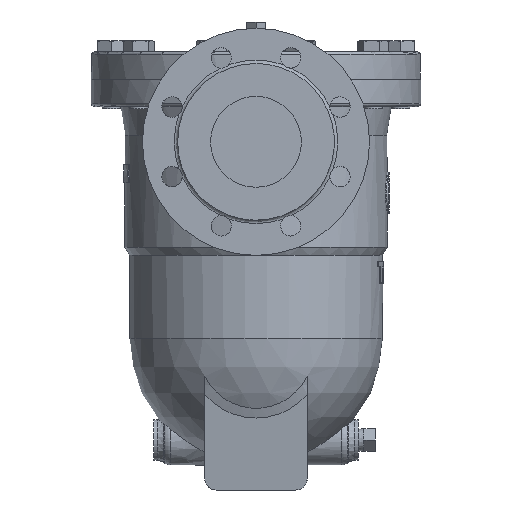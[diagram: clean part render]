
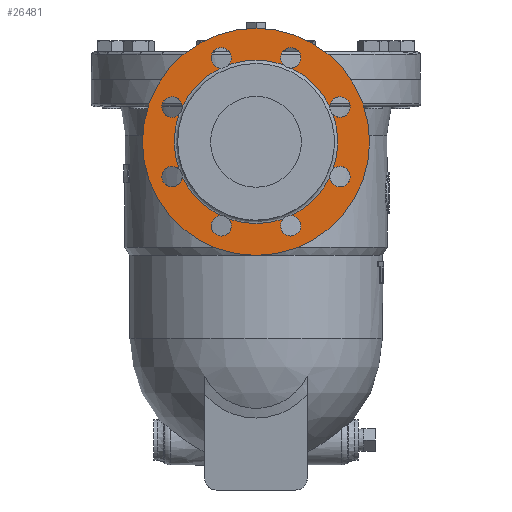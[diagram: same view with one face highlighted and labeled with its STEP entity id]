
A CAD part, left-side view. The second image highlights one B-rep face of the part: STEP entity #26481.
In plain terms, the highlighted planar face has unit normal (-1, 0, 0).
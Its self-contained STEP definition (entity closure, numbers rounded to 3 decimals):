
#25011=CARTESIAN_POINT('',(-192.,-23.9,12.917));
#25012=VERTEX_POINT('',#25011);
#25013=CARTESIAN_POINT('',(-192.,-31.125,9.925));
#25014=VERTEX_POINT('',#25013);
#25032=CARTESIAN_POINT('',(-192.,23.9,12.917));
#25033=VERTEX_POINT('',#25032);
#25034=CARTESIAN_POINT('',(-192.,0.0,-55.));
#25035=DIRECTION('',(-1.0,0.0,0.0));
#25036=DIRECTION('',(0.0,0.0,-1.0));
#25037=AXIS2_PLACEMENT_3D('',#25034,#25035,#25036);
#25038=CIRCLE('',#25037,72.0);
#25039=EDGE_CURVE('',#25012,#25033,#25038,.T.);
#25041=CARTESIAN_POINT('',(-192.,31.125,9.925));
#25042=VERTEX_POINT('',#25041);
#25060=CARTESIAN_POINT('',(-192.,64.925,-23.875));
#25061=VERTEX_POINT('',#25060);
#25062=CARTESIAN_POINT('',(-192.,0.0,-55.));
#25063=DIRECTION('',(-1.0,0.0,0.0));
#25064=DIRECTION('',(0.0,0.0,-1.0));
#25065=AXIS2_PLACEMENT_3D('',#25062,#25063,#25064);
#25066=CIRCLE('',#25065,72.0);
#25067=EDGE_CURVE('',#25042,#25061,#25066,.T.);
#25069=CARTESIAN_POINT('',(-192.,67.917,-31.1));
#25070=VERTEX_POINT('',#25069);
#25088=CARTESIAN_POINT('',(-192.,67.917,-78.9));
#25089=VERTEX_POINT('',#25088);
#25090=CARTESIAN_POINT('',(-192.,0.0,-55.));
#25091=DIRECTION('',(-1.0,0.0,0.0));
#25092=DIRECTION('',(0.0,0.0,-1.0));
#25093=AXIS2_PLACEMENT_3D('',#25090,#25091,#25092);
#25094=CIRCLE('',#25093,72.0);
#25095=EDGE_CURVE('',#25070,#25089,#25094,.T.);
#25097=CARTESIAN_POINT('',(-192.,64.925,-86.125));
#25098=VERTEX_POINT('',#25097);
#25116=CARTESIAN_POINT('',(-192.,31.125,-119.925));
#25117=VERTEX_POINT('',#25116);
#25118=CARTESIAN_POINT('',(-192.,0.0,-55.));
#25119=DIRECTION('',(-1.0,0.0,0.0));
#25120=DIRECTION('',(0.0,0.0,-1.0));
#25121=AXIS2_PLACEMENT_3D('',#25118,#25119,#25120);
#25122=CIRCLE('',#25121,72.0);
#25123=EDGE_CURVE('',#25098,#25117,#25122,.T.);
#25125=CARTESIAN_POINT('',(-192.,23.9,-122.917));
#25126=VERTEX_POINT('',#25125);
#25144=CARTESIAN_POINT('',(-192.,-23.9,-122.917));
#25145=VERTEX_POINT('',#25144);
#25146=CARTESIAN_POINT('',(-192.,0.0,-55.));
#25147=DIRECTION('',(-1.0,0.0,0.0));
#25148=DIRECTION('',(0.0,0.0,-1.0));
#25149=AXIS2_PLACEMENT_3D('',#25146,#25147,#25148);
#25150=CIRCLE('',#25149,72.0);
#25151=EDGE_CURVE('',#25126,#25145,#25150,.T.);
#25153=CARTESIAN_POINT('',(-192.,-31.125,-119.925));
#25154=VERTEX_POINT('',#25153);
#25172=CARTESIAN_POINT('',(-192.,-64.925,-86.125));
#25173=VERTEX_POINT('',#25172);
#25174=CARTESIAN_POINT('',(-192.,0.0,-55.));
#25175=DIRECTION('',(-1.0,0.0,0.0));
#25176=DIRECTION('',(0.0,0.0,-1.0));
#25177=AXIS2_PLACEMENT_3D('',#25174,#25175,#25176);
#25178=CIRCLE('',#25177,72.0);
#25179=EDGE_CURVE('',#25154,#25173,#25178,.T.);
#25181=CARTESIAN_POINT('',(-192.,-67.917,-78.9));
#25182=VERTEX_POINT('',#25181);
#25200=CARTESIAN_POINT('',(-192.,-67.917,-31.1));
#25201=VERTEX_POINT('',#25200);
#25202=CARTESIAN_POINT('',(-192.,0.0,-55.));
#25203=DIRECTION('',(-1.0,0.0,0.0));
#25204=DIRECTION('',(0.0,0.0,-1.0));
#25205=AXIS2_PLACEMENT_3D('',#25202,#25203,#25204);
#25206=CIRCLE('',#25205,72.0);
#25207=EDGE_CURVE('',#25182,#25201,#25206,.T.);
#25209=CARTESIAN_POINT('',(-192.,-64.925,-23.875));
#25210=VERTEX_POINT('',#25209);
#25228=CARTESIAN_POINT('',(-192.,0.0,-55.));
#25229=DIRECTION('',(-1.0,0.0,0.0));
#25230=DIRECTION('',(0.0,0.0,-1.0));
#25231=AXIS2_PLACEMENT_3D('',#25228,#25229,#25230);
#25232=CIRCLE('',#25231,72.0);
#25233=EDGE_CURVE('',#25210,#25014,#25232,.T.);
#25275=CARTESIAN_POINT('',(-192.,-73.91,-24.385));
#25276=DIRECTION('',(1.0,0.,0.));
#25277=DIRECTION('',(0.,-0.707,0.707));
#25278=AXIS2_PLACEMENT_3D('',#25275,#25276,#25277);
#25279=CIRCLE('',#25278,9.0);
#25280=EDGE_CURVE('',#25210,#25201,#25279,.T.);
#25323=CARTESIAN_POINT('',(-192.,-73.91,-85.615));
#25324=DIRECTION('',(1.0,0.0,0.0));
#25325=DIRECTION('',(0.0,-1.0,0.0));
#25326=AXIS2_PLACEMENT_3D('',#25323,#25324,#25325);
#25327=CIRCLE('',#25326,9.0);
#25328=EDGE_CURVE('',#25182,#25173,#25327,.T.);
#25371=CARTESIAN_POINT('',(-192.,-30.615,-128.91));
#25372=DIRECTION('',(1.0,0.,0.));
#25373=DIRECTION('',(0.,-0.707,-0.707));
#25374=AXIS2_PLACEMENT_3D('',#25371,#25372,#25373);
#25375=CIRCLE('',#25374,9.0);
#25376=EDGE_CURVE('',#25154,#25145,#25375,.T.);
#25419=CARTESIAN_POINT('',(-192.,30.615,-128.91));
#25420=DIRECTION('',(1.0,0.0,0.0));
#25421=DIRECTION('',(0.0,0.0,-1.0));
#25422=AXIS2_PLACEMENT_3D('',#25419,#25420,#25421);
#25423=CIRCLE('',#25422,9.0);
#25424=EDGE_CURVE('',#25126,#25117,#25423,.T.);
#25467=CARTESIAN_POINT('',(-192.,73.91,-85.615));
#25468=DIRECTION('',(1.0,0.,0.));
#25469=DIRECTION('',(0.,0.707,-0.707));
#25470=AXIS2_PLACEMENT_3D('',#25467,#25468,#25469);
#25471=CIRCLE('',#25470,9.0);
#25472=EDGE_CURVE('',#25098,#25089,#25471,.T.);
#25515=CARTESIAN_POINT('',(-192.,73.91,-24.385));
#25516=DIRECTION('',(1.0,0.0,0.0));
#25517=DIRECTION('',(0.0,1.0,0.0));
#25518=AXIS2_PLACEMENT_3D('',#25515,#25516,#25517);
#25519=CIRCLE('',#25518,9.0);
#25520=EDGE_CURVE('',#25070,#25061,#25519,.T.);
#25563=CARTESIAN_POINT('',(-192.,30.615,18.91));
#25564=DIRECTION('',(1.0,0.,0.));
#25565=DIRECTION('',(0.,0.707,0.707));
#25566=AXIS2_PLACEMENT_3D('',#25563,#25564,#25565);
#25567=CIRCLE('',#25566,9.0);
#25568=EDGE_CURVE('',#25042,#25033,#25567,.T.);
#25611=CARTESIAN_POINT('',(-192.,-30.615,18.91));
#25612=DIRECTION('',(1.0,0.0,0.0));
#25613=DIRECTION('',(0.0,0.0,1.0));
#25614=AXIS2_PLACEMENT_3D('',#25611,#25612,#25613);
#25615=CIRCLE('',#25614,9.0);
#25616=EDGE_CURVE('',#25012,#25014,#25615,.T.);
#26447=CARTESIAN_POINT('',(-192.0,0.0,29.5));
#26448=DIRECTION('',(-1.0,0.0,0.0));
#26449=DIRECTION('',(0.0,0.0,1.0));
#26450=AXIS2_PLACEMENT_3D('',#26447,#26448,#26449);
#26451=PLANE('',#26450);
#26452=CARTESIAN_POINT('',(-192.0,0.0,45.));
#26453=VERTEX_POINT('',#26452);
#26454=CARTESIAN_POINT('',(-192.,0.0,-55.));
#26455=DIRECTION('',(-1.0,0.0,0.0));
#26456=DIRECTION('',(0.0,0.0,1.0));
#26457=AXIS2_PLACEMENT_3D('',#26454,#26455,#26456);
#26458=CIRCLE('',#26457,100.0);
#26459=EDGE_CURVE('',#26453,#26453,#26458,.T.);
#26460=ORIENTED_EDGE('',*,*,#26459,.T.);
#26461=EDGE_LOOP('',(#26460));
#26462=FACE_OUTER_BOUND('',#26461,.T.);
#26463=ORIENTED_EDGE('',*,*,#25179,.F.);
#26464=ORIENTED_EDGE('',*,*,#25376,.T.);
#26465=ORIENTED_EDGE('',*,*,#25151,.F.);
#26466=ORIENTED_EDGE('',*,*,#25424,.T.);
#26467=ORIENTED_EDGE('',*,*,#25123,.F.);
#26468=ORIENTED_EDGE('',*,*,#25472,.T.);
#26469=ORIENTED_EDGE('',*,*,#25095,.F.);
#26470=ORIENTED_EDGE('',*,*,#25520,.T.);
#26471=ORIENTED_EDGE('',*,*,#25067,.F.);
#26472=ORIENTED_EDGE('',*,*,#25568,.T.);
#26473=ORIENTED_EDGE('',*,*,#25039,.F.);
#26474=ORIENTED_EDGE('',*,*,#25616,.T.);
#26475=ORIENTED_EDGE('',*,*,#25233,.F.);
#26476=ORIENTED_EDGE('',*,*,#25280,.T.);
#26477=ORIENTED_EDGE('',*,*,#25207,.F.);
#26478=ORIENTED_EDGE('',*,*,#25328,.T.);
#26479=EDGE_LOOP('',(#26463,#26464,#26465,#26466,#26467,#26468,#26469,#26470,#26471,#26472,#26473,#26474,#26475,#26476,#26477,#26478));
#26480=FACE_BOUND('',#26479,.T.);
#26481=ADVANCED_FACE('',(#26462,#26480),#26451,.T.);
